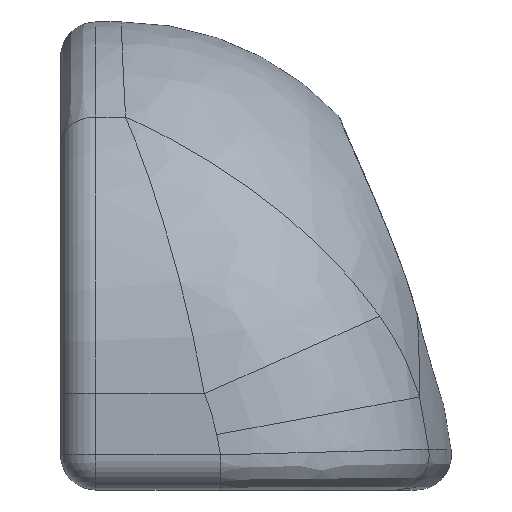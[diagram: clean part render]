
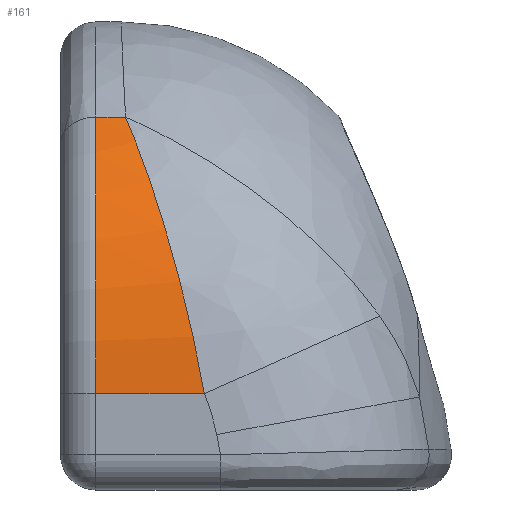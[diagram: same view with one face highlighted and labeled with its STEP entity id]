
A CAD part, left-side view. The second image highlights one B-rep face of the part: STEP entity #161.
In plain terms, the highlighted cylindrical face has radius 10 mm (diameter 20 mm), a partial arc.
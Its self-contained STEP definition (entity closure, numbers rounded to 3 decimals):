
#35 = B_SPLINE_CURVE_WITH_KNOTS ( 'NONE', 3,
 ( #2065, #812, #2428, #387, #2042, #1237, #1017, #799, #2649, #1196, #564, #1653, #1637, #1406, #1625, #364, #606, #2223, #1613, #787, #2467, #2052, #2019, #2276, #2442, #1420, #2236, #1209, #2030, #1006, #934, #655, #1747, #2382, #513, #1961, #2093, #640, #1056, #1759, #1492 ),
 .UNSPECIFIED., .F., .F.,
 ( 4, 2, 2, 1, 1, 1, 2, 2, 2, 2, 1, 1, 1, 1, 1, 2, 2, 2, 2, 2, 1, 2, 2, 2, 4 ),
 ( 0., 0.125, 0.187, 0.219, 0.234, 0.242, 0.246, 0.25, 0.375, 0.437, 0.469, 0.484, 0.492, 0.496, 0.498, 0.499, 0.5, 0.625, 0.687, 0.719, 0.734, 0.742, 0.75, 0.875, 1. ),
 .UNSPECIFIED. ) ;
#161 = ADVANCED_FACE ( 'NONE', ( #237 ), #2115, .T. ) ;
#237 = FACE_OUTER_BOUND ( 'NONE', #685, .T. ) ;
#334 = CIRCLE ( 'NONE', #1606, 10. ) ;
#364 = CARTESIAN_POINT ( 'NONE',  ( -10.309, -47.761, -58.495 ) ) ;
#387 = CARTESIAN_POINT ( 'NONE',  ( -10.918, -48.33, -60.858 ) ) ;
#500 = VERTEX_POINT ( 'NONE', #2416 ) ;
#513 = CARTESIAN_POINT ( 'NONE',  ( -8.805, -46.963, -55.901 ) ) ;
#515 = AXIS2_PLACEMENT_3D ( 'NONE', #1248, #876, #2040 ) ;
#536 = VERTEX_POINT ( 'NONE', #2225 ) ;
#564 = CARTESIAN_POINT ( 'NONE',  ( -10.745, -48.118, -59.909 ) ) ;
#606 = CARTESIAN_POINT ( 'NONE',  ( -10.194, -47.685, -58.219 ) ) ;
#621 = EDGE_CURVE ( 'NONE', #536, #500, #2524, .T. ) ;
#640 = CARTESIAN_POINT ( 'NONE',  ( -8.129, -46.684, -55.131 ) ) ;
#641 = ORIENTED_EDGE ( 'NONE', *, *, #1979, .F. ) ;
#655 = CARTESIAN_POINT ( 'NONE',  ( -8.95, -47.027, -56.087 ) ) ;
#675 = VERTEX_POINT ( 'NONE', #2044 ) ;
#685 = EDGE_LOOP ( 'NONE', ( #1820, #762, #641, #817 ) ) ;
#762 = ORIENTED_EDGE ( 'NONE', *, *, #905, .T. ) ;
#787 = CARTESIAN_POINT ( 'NONE',  ( -10.02, -47.576, -57.835 ) ) ;
#799 = CARTESIAN_POINT ( 'NONE',  ( -10.778, -48.153, -60.057 ) ) ;
#812 = CARTESIAN_POINT ( 'NONE',  ( -11., -48.517, -61.796 ) ) ;
#817 = ORIENTED_EDGE ( 'NONE', *, *, #2398, .T. ) ;
#876 = DIRECTION ( 'NONE',  ( 0., 1., 0. ) ) ;
#905 = EDGE_CURVE ( 'NONE', #536, #1992, #334, .T. ) ;
#934 = CARTESIAN_POINT ( 'NONE',  ( -9.053, -47.073, -56.224 ) ) ;
#1006 = CARTESIAN_POINT ( 'NONE',  ( -9.118, -47.103, -56.313 ) ) ;
#1017 = CARTESIAN_POINT ( 'NONE',  ( -10.814, -48.192, -60.229 ) ) ;
#1048 = CARTESIAN_POINT ( 'NONE',  ( -11., -45.483, -62.153 ) ) ;
#1056 = CARTESIAN_POINT ( 'NONE',  ( -7.581, -46.48, -54.615 ) ) ;
#1147 = CARTESIAN_POINT ( 'NONE',  ( -11., -81.483, -62.153 ) ) ;
#1196 = CARTESIAN_POINT ( 'NONE',  ( -10.751, -48.124, -59.934 ) ) ;
#1209 = CARTESIAN_POINT ( 'NONE',  ( -9.414, -47.245, -56.746 ) ) ;
#1237 = CARTESIAN_POINT ( 'NONE',  ( -10.841, -48.225, -60.375 ) ) ;
#1248 = CARTESIAN_POINT ( 'NONE',  ( -1., -49.233, -62.153 ) ) ;
#1387 = DIRECTION ( 'NONE',  ( 0., 0., 1. ) ) ;
#1396 = LINE ( 'NONE', #1147, #2559 ) ;
#1406 = CARTESIAN_POINT ( 'NONE',  ( -10.565, -47.95, -59.211 ) ) ;
#1419 = DIRECTION ( 'NONE',  ( 0., -1., 0. ) ) ;
#1420 = CARTESIAN_POINT ( 'NONE',  ( -9.862, -47.482, -57.511 ) ) ;
#1492 = CARTESIAN_POINT ( 'NONE',  ( -7.159, -46.335, -54.275 ) ) ;
#1606 = AXIS2_PLACEMENT_3D ( 'NONE', #2621, #1419, #1387 ) ;
#1613 = CARTESIAN_POINT ( 'NONE',  ( -10.059, -47.6, -57.917 ) ) ;
#1625 = CARTESIAN_POINT ( 'NONE',  ( -10.378, -47.81, -58.676 ) ) ;
#1637 = CARTESIAN_POINT ( 'NONE',  ( -10.663, -48.035, -59.556 ) ) ;
#1653 = CARTESIAN_POINT ( 'NONE',  ( -10.742, -48.115, -59.895 ) ) ;
#1691 = VECTOR ( 'NONE', #2485, 1000. ) ;
#1747 = CARTESIAN_POINT ( 'NONE',  ( -8.897, -47.003, -56.018 ) ) ;
#1759 = CARTESIAN_POINT ( 'NONE',  ( -7.345, -46.398, -54.42 ) ) ;
#1820 = ORIENTED_EDGE ( 'NONE', *, *, #621, .F. ) ;
#1961 = CARTESIAN_POINT ( 'NONE',  ( -8.788, -46.955, -55.88 ) ) ;
#1979 = EDGE_CURVE ( 'NONE', #675, #1992, #1396, .T. ) ;
#1992 = VERTEX_POINT ( 'NONE', #1048 ) ;
#2019 = CARTESIAN_POINT ( 'NONE',  ( -9.986, -47.556, -57.765 ) ) ;
#2030 = CARTESIAN_POINT ( 'NONE',  ( -9.304, -47.191, -56.577 ) ) ;
#2040 = DIRECTION ( 'NONE',  ( 0., 0., 1. ) ) ;
#2042 = CARTESIAN_POINT ( 'NONE',  ( -10.891, -48.289, -60.666 ) ) ;
#2044 = CARTESIAN_POINT ( 'NONE',  ( -11., -48.58, -62.153 ) ) ;
#2052 = CARTESIAN_POINT ( 'NONE',  ( -9.99, -47.559, -57.773 ) ) ;
#2065 = CARTESIAN_POINT ( 'NONE',  ( -11., -48.58, -62.153 ) ) ;
#2081 = CARTESIAN_POINT ( 'NONE',  ( -7.159, -44.483, -54.275 ) ) ;
#2093 = CARTESIAN_POINT ( 'NONE',  ( -8.441, -46.805, -55.453 ) ) ;
#2115 = CYLINDRICAL_SURFACE ( 'NONE', #515, 10. ) ;
#2223 = CARTESIAN_POINT ( 'NONE',  ( -10.134, -47.647, -58.08 ) ) ;
#2225 = CARTESIAN_POINT ( 'NONE',  ( -7.159, -45.483, -54.275 ) ) ;
#2228 = DIRECTION ( 'NONE',  ( 0., 1., 0. ) ) ;
#2236 = CARTESIAN_POINT ( 'NONE',  ( -9.71, -47.397, -57.226 ) ) ;
#2276 = CARTESIAN_POINT ( 'NONE',  ( -9.983, -47.554, -57.759 ) ) ;
#2382 = CARTESIAN_POINT ( 'NONE',  ( -8.842, -46.979, -55.948 ) ) ;
#2398 = EDGE_CURVE ( 'NONE', #675, #500, #35, .T. ) ;
#2416 = CARTESIAN_POINT ( 'NONE',  ( -7.159, -46.335, -54.275 ) ) ;
#2428 = CARTESIAN_POINT ( 'NONE',  ( -10.981, -48.447, -61.426 ) ) ;
#2442 = CARTESIAN_POINT ( 'NONE',  ( -9.981, -47.553, -57.755 ) ) ;
#2467 = CARTESIAN_POINT ( 'NONE',  ( -10., -47.565, -57.794 ) ) ;
#2485 = DIRECTION ( 'NONE',  ( 0., -1., 0. ) ) ;
#2524 = LINE ( 'NONE', #2081, #1691 ) ;
#2559 = VECTOR ( 'NONE', #2228, 1000. ) ;
#2621 = CARTESIAN_POINT ( 'NONE',  ( -1., -45.483, -62.153 ) ) ;
#2649 = CARTESIAN_POINT ( 'NONE',  ( -10.759, -48.133, -59.971 ) ) ;
